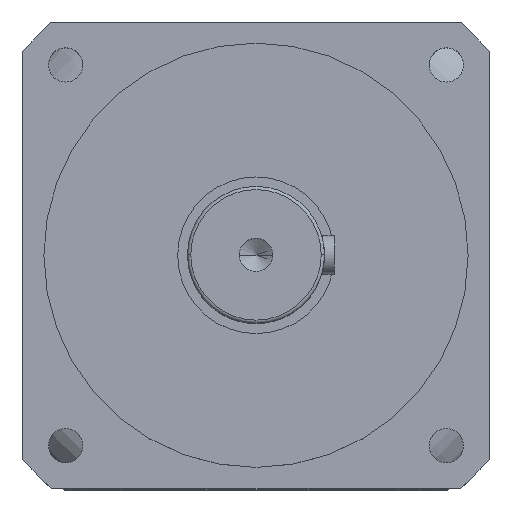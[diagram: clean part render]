
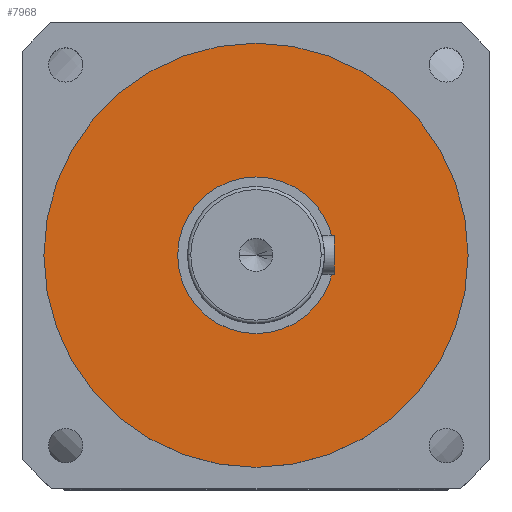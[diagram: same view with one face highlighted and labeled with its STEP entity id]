
A CAD part, top view. The second image highlights one B-rep face of the part: STEP entity #7968.
In plain terms, the highlighted planar face has unit normal (0, 0, 1).
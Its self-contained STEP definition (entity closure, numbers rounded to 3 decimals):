
#134 = CIRCLE ( 'NONE', #6783, 24. ) ;
#309 = AXIS2_PLACEMENT_3D ( 'NONE', #801, #5982, #1521 ) ;
#800 = EDGE_LOOP ( 'NONE', ( #9057, #1833 ) ) ;
#801 = CARTESIAN_POINT ( 'NONE',  ( 0., 0., -70. ) ) ;
#1094 = VERTEX_POINT ( 'NONE', #9081 ) ;
#1461 = VERTEX_POINT ( 'NONE', #4795 ) ;
#1521 = DIRECTION ( 'NONE',  ( 1., 0., 0. ) ) ;
#1745 = CARTESIAN_POINT ( 'NONE',  ( 0., 0., -70. ) ) ;
#1779 = EDGE_LOOP ( 'NONE', ( #5809, #7488 ) ) ;
#1833 = ORIENTED_EDGE ( 'NONE', *, *, #8986, .F. ) ;
#1963 = FACE_BOUND ( 'NONE', #800, .T. ) ;
#2494 = DIRECTION ( 'NONE',  ( 1., 0., 0. ) ) ;
#2730 = DIRECTION ( 'NONE',  ( 0., 0., 1. ) ) ;
#2799 = CARTESIAN_POINT ( 'NONE',  ( -24., 0., -70. ) ) ;
#3031 = EDGE_CURVE ( 'NONE', #9471, #1094, #8323, .T. ) ;
#3187 = EDGE_CURVE ( 'NONE', #1094, #9471, #7169, .T. ) ;
#3567 = AXIS2_PLACEMENT_3D ( 'NONE', #1745, #6957, #2494 ) ;
#3856 = CARTESIAN_POINT ( 'NONE',  ( 0., 65., -70. ) ) ;
#4122 = CARTESIAN_POINT ( 'NONE',  ( 0., 0., -70. ) ) ;
#4600 = DIRECTION ( 'NONE',  ( -1., 0., 0. ) ) ;
#4795 = CARTESIAN_POINT ( 'NONE',  ( 24., 0., -70. ) ) ;
#4880 = DIRECTION ( 'NONE',  ( 1., 0., 0. ) ) ;
#5376 = CIRCLE ( 'NONE', #6007, 24. ) ;
#5491 = VERTEX_POINT ( 'NONE', #2799 ) ;
#5540 = CARTESIAN_POINT ( 'NONE',  ( 65., 0., -70. ) ) ;
#5809 = ORIENTED_EDGE ( 'NONE', *, *, #3031, .T. ) ;
#5982 = DIRECTION ( 'NONE',  ( 0., 0., 1. ) ) ;
#6007 = AXIS2_PLACEMENT_3D ( 'NONE', #4122, #9344, #4880 ) ;
#6061 = PLANE ( 'NONE',  #6709 ) ;
#6176 = FACE_OUTER_BOUND ( 'NONE', #1779, .T. ) ;
#6709 = AXIS2_PLACEMENT_3D ( 'NONE', #3856, #9045, #4600 ) ;
#6783 = AXIS2_PLACEMENT_3D ( 'NONE', #7187, #2730, #7933 ) ;
#6940 = EDGE_CURVE ( 'NONE', #1461, #5491, #5376, .T. ) ;
#6957 = DIRECTION ( 'NONE',  ( 0., 0., 1. ) ) ;
#7169 = CIRCLE ( 'NONE', #3567, 65. ) ;
#7187 = CARTESIAN_POINT ( 'NONE',  ( 0., 0., -70. ) ) ;
#7488 = ORIENTED_EDGE ( 'NONE', *, *, #3187, .T. ) ;
#7933 = DIRECTION ( 'NONE',  ( 1., 0., 0. ) ) ;
#7968 = ADVANCED_FACE ( 'NONE', ( #1963, #6176 ), #6061, .F. ) ;
#8323 = CIRCLE ( 'NONE', #309, 65. ) ;
#8986 = EDGE_CURVE ( 'NONE', #5491, #1461, #134, .T. ) ;
#9045 = DIRECTION ( 'NONE',  ( 0., 0., -1. ) ) ;
#9057 = ORIENTED_EDGE ( 'NONE', *, *, #6940, .F. ) ;
#9081 = CARTESIAN_POINT ( 'NONE',  ( -65., 0., -70. ) ) ;
#9344 = DIRECTION ( 'NONE',  ( 0., 0., 1. ) ) ;
#9471 = VERTEX_POINT ( 'NONE', #5540 ) ;
